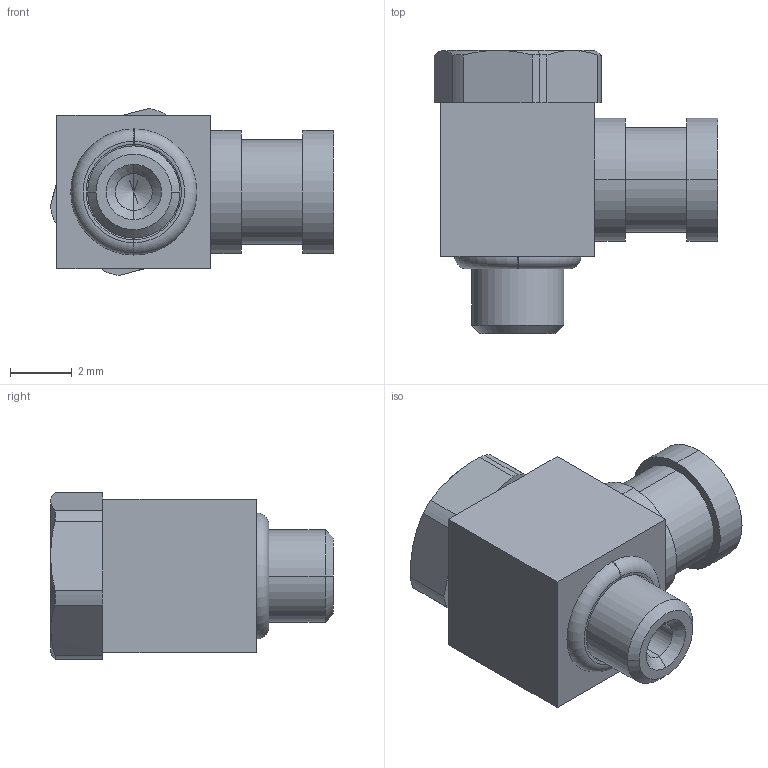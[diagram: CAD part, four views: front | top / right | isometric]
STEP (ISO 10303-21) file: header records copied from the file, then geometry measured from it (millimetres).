
FILE_DESCRIPTION(/* description */ ('VariCAD 2016-1.04 AP-214'),/* implementation_level */ '2;1');
FILE_NAME(/* name */ 'Einschraubwinkel_M3-2mm.stp',/* time_stamp */ '2016-09-21T21:19:08+02:00',/* author */ (''),/* organization */ (''),/* preprocessor_version */ 'ST-DEVELOPER v14',/* originating_system */ 'VariCAD 2016-1.04; kernel version (20130303)',/* authorisation */ '');
FILE_SCHEMA (('AUTOMOTIVE_DESIGN'));
Length unit declared in the file: millimetre
Products named in the file (2): Einschraubwinkel_M3-2mm; Einschraubwinkel
Assembly tree (1 placements, depth 2):
  Einschraubwinkel_M3-2mm
    Einschraubwinkel
Bounding box: 9.21 x 9.2 x 5.43 mm (x, y, z)
Volume: 203.8 mm3; surface area: 426.5 mm2
Topology: 1 solids, 1 shells, 94 faces, 237 edges, 146 vertices
Faces by surface type: cylinder 36, plane 32, cone 18, torus 8
Entity records: 3071 total; most frequent: CARTESIAN_POINT 673, DIRECTION 496, ORIENTED_EDGE 454, EDGE_CURVE 227, AXIS2_PLACEMENT_3D 197, VERTEX_POINT 142, CIRCLE 103, LINE 102
